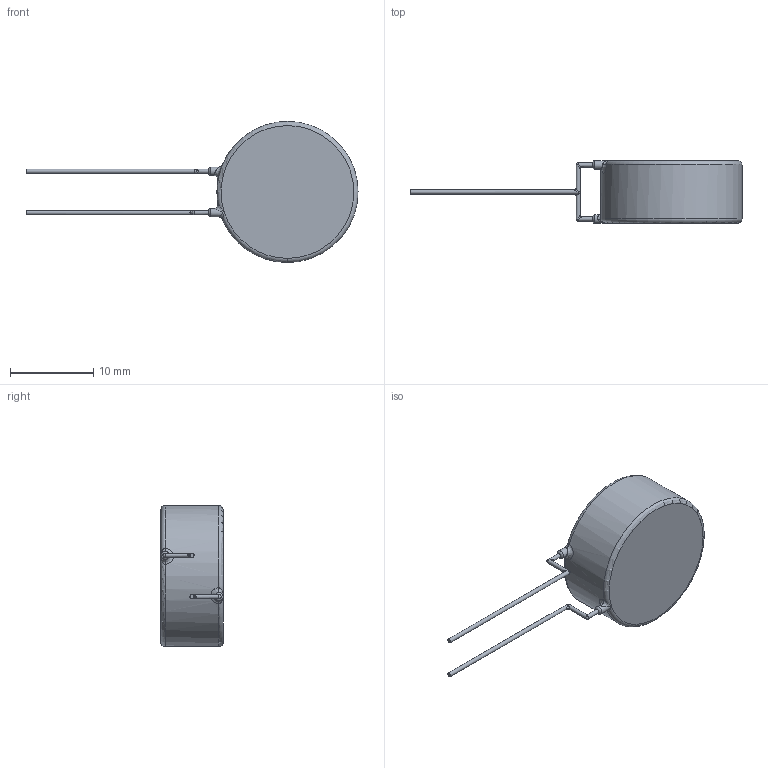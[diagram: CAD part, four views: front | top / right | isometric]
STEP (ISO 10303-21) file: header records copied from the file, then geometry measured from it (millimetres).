
FILE_DESCRIPTION(/* description */ ('','CAx-IF Rec.Pracs.---Representation and Presentation of Product Manufacturing Information (PMI)---4.0---2014-10-13'),/* implementation_level */ '2;1');
FILE_NAME(/* name */ 'PTCEL17.stp',/* time_stamp */ '2021-11-09T22:13:18+01:00',/* author */ ('leonl'),/* organization */ (''),/* preprocessor_version */ 'ST-DEVELOPER v18.1',/* originating_system */ 'Autodesk Inventor 2022',/* authorisation */ '');
FILE_SCHEMA (('AP242_MANAGED_MODEL_BASED_3D_ENGINEERING_MIM_LF { 1 0 10303 442 1 1 4 }'));
Length unit declared in the file: millimetre
Products named in the file (1): PTCEL13
Bounding box: 40 x 7.5 x 17 mm (x, y, z)
Volume: 1709 mm3; surface area: 918 mm2
Topology: 1 solids, 1 shells, 33 faces, 87 edges, 42 vertices
Faces by surface type: bspline 12, cylinder 9, torus 4, plane 4, sphere 4
Full cylindrical faces by diameter (mm): 0.5 x6, 1 x2, 17 x1
Entity records: 1794 total; most frequent: CARTESIAN_POINT 808, DIRECTION 211, ORIENTED_EDGE 146, AXIS2_PLACEMENT_3D 101, EDGE_CURVE 73, CIRCLE 52, STYLED_ITEM 50, VERTEX_POINT 42
